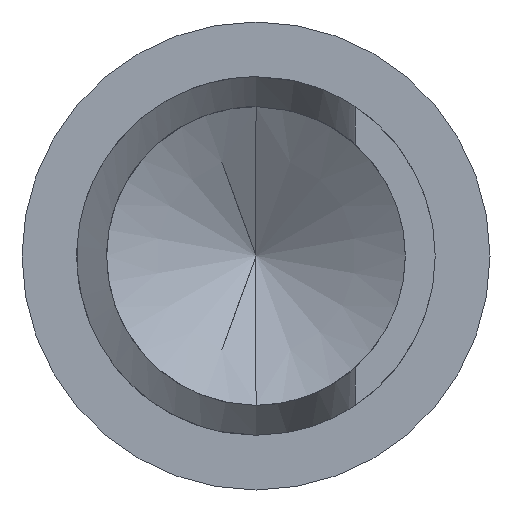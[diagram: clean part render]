
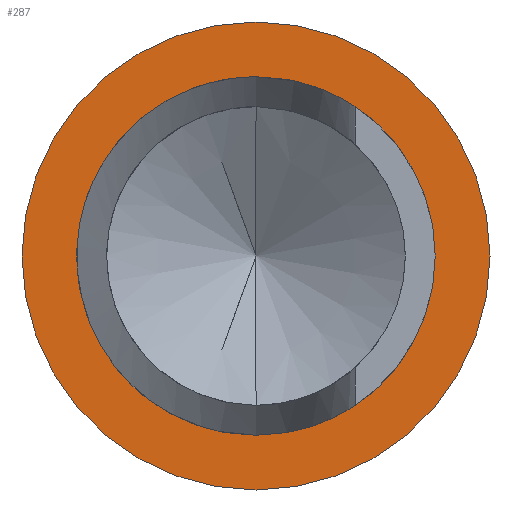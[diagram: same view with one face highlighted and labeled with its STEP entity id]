
A CAD part, front view. The second image highlights one B-rep face of the part: STEP entity #287.
In plain terms, the highlighted planar face has unit normal (0, -1, 0).
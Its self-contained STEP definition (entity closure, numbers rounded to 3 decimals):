
#8 = VERTEX_POINT ( 'NONE', #669 ) ;
#66 = EDGE_CURVE ( 'NONE', #297, #929, #667, .T. ) ;
#86 = AXIS2_PLACEMENT_3D ( 'NONE', #730, #502, #103 ) ;
#99 = CARTESIAN_POINT ( 'NONE',  ( 0., -8., -0.94 ) ) ;
#100 = DIRECTION ( 'NONE',  ( 0., 1., 0. ) ) ;
#103 = DIRECTION ( 'NONE',  ( 0., 0., -1. ) ) ;
#116 = EDGE_CURVE ( 'NONE', #630, #8, #951, .T. ) ;
#208 = EDGE_LOOP ( 'NONE', ( #344, #748 ) ) ;
#222 = FACE_BOUND ( 'NONE', #668, .T. ) ;
#224 = EDGE_CURVE ( 'NONE', #929, #297, #1013, .T. ) ;
#282 = AXIS2_PLACEMENT_3D ( 'NONE', #862, #782, #316 ) ;
#287 = ADVANCED_FACE ( 'NONE', ( #222, #397 ), #577, .F. ) ;
#297 = VERTEX_POINT ( 'NONE', #964 ) ;
#316 = DIRECTION ( 'NONE',  ( 0., 0., -1. ) ) ;
#328 = CARTESIAN_POINT ( 'NONE',  ( -0.94, -8., 0. ) ) ;
#344 = ORIENTED_EDGE ( 'NONE', *, *, #224, .T. ) ;
#348 = ORIENTED_EDGE ( 'NONE', *, *, #116, .F. ) ;
#397 = FACE_OUTER_BOUND ( 'NONE', #208, .T. ) ;
#486 = DIRECTION ( 'NONE',  ( 0., 0., 1. ) ) ;
#493 = AXIS2_PLACEMENT_3D ( 'NONE', #495, #957, #647 ) ;
#495 = CARTESIAN_POINT ( 'NONE',  ( 0., -8., 0. ) ) ;
#502 = DIRECTION ( 'NONE',  ( 0., -1., 0. ) ) ;
#552 = DIRECTION ( 'NONE',  ( 0., 0., -1. ) ) ;
#577 = PLANE ( 'NONE',  #921 ) ;
#618 = CARTESIAN_POINT ( 'NONE',  ( 0., -8., -0.72 ) ) ;
#627 = AXIS2_PLACEMENT_3D ( 'NONE', #777, #635, #552 ) ;
#630 = VERTEX_POINT ( 'NONE', #618 ) ;
#635 = DIRECTION ( 'NONE',  ( 0., -1., 0. ) ) ;
#647 = DIRECTION ( 'NONE',  ( 0., 0., -1. ) ) ;
#667 = CIRCLE ( 'NONE', #282, 0.94 ) ;
#668 = EDGE_LOOP ( 'NONE', ( #348, #806 ) ) ;
#669 = CARTESIAN_POINT ( 'NONE',  ( 0., -8., 0.72 ) ) ;
#730 = CARTESIAN_POINT ( 'NONE',  ( 0., -8., 0. ) ) ;
#748 = ORIENTED_EDGE ( 'NONE', *, *, #66, .T. ) ;
#777 = CARTESIAN_POINT ( 'NONE',  ( 0., -8., 0. ) ) ;
#782 = DIRECTION ( 'NONE',  ( 0., -1., 0. ) ) ;
#806 = ORIENTED_EDGE ( 'NONE', *, *, #818, .F. ) ;
#818 = EDGE_CURVE ( 'NONE', #8, #630, #858, .T. ) ;
#858 = CIRCLE ( 'NONE', #86, 0.72 ) ;
#862 = CARTESIAN_POINT ( 'NONE',  ( 0., -8., 0. ) ) ;
#921 = AXIS2_PLACEMENT_3D ( 'NONE', #328, #100, #486 ) ;
#929 = VERTEX_POINT ( 'NONE', #99 ) ;
#951 = CIRCLE ( 'NONE', #627, 0.72 ) ;
#957 = DIRECTION ( 'NONE',  ( 0., -1., 0. ) ) ;
#964 = CARTESIAN_POINT ( 'NONE',  ( 0., -8., 0.94 ) ) ;
#1013 = CIRCLE ( 'NONE', #493, 0.94 ) ;
